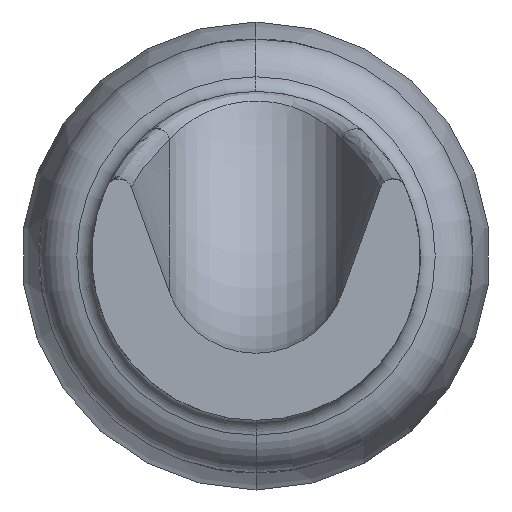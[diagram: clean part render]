
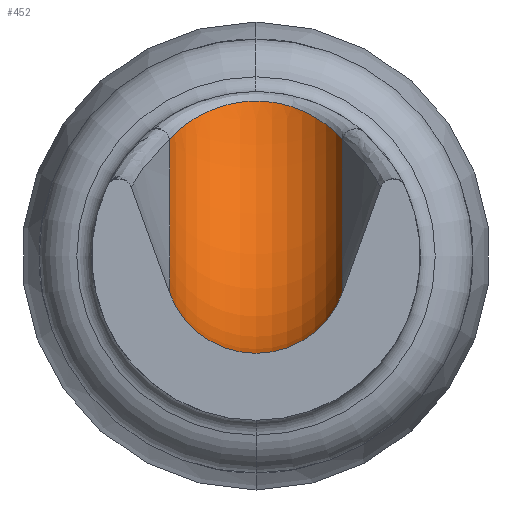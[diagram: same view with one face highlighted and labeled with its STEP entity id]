
A CAD part, front view. The second image highlights one B-rep face of the part: STEP entity #452.
In plain terms, the highlighted toroidal (fillet/blend) face has major radius 0.991 mm and minor radius 0.35 mm.
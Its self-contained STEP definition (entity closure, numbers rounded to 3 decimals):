
#26 = CARTESIAN_POINT ( 'NONE',  ( 0., -22.15, -0.02 ) ) ;
#31 = VERTEX_POINT ( 'NONE', #2964 ) ;
#190 = EDGE_LOOP ( 'NONE', ( #1183, #3354, #1854, #4027, #1121 ) ) ;
#280 = DIRECTION ( 'NONE',  ( 1., 0., 0. ) ) ;
#290 = CIRCLE ( 'NONE', #1198, 0.35 ) ;
#397 = CARTESIAN_POINT ( 'NONE',  ( -0.329, -21.173, 0.443 ) ) ;
#411 = CIRCLE ( 'NONE', #3675, 0.35 ) ;
#452 = ADVANCED_FACE ( 'Defeature ausgef�hrt1_35', ( #3475 ), #2184, .F. ) ;
#533 = DIRECTION ( 'NONE',  ( 1., 0., 0. ) ) ;
#687 = CARTESIAN_POINT ( 'NONE',  ( 0.329, -22.15, 0.971 ) ) ;
#833 = CARTESIAN_POINT ( 'NONE',  ( -0.086, -20.865, 0.589 ) ) ;
#903 = DIRECTION ( 'NONE',  ( 0., 0., -1. ) ) ;
#1029 = CARTESIAN_POINT ( 'NONE',  ( 0.329, -21.173, 0.443 ) ) ;
#1041 = CARTESIAN_POINT ( 'NONE',  ( -0.329, -22.15, 0.971 ) ) ;
#1051 = AXIS2_PLACEMENT_3D ( 'NONE', #1041, #4361, #2450 ) ;
#1121 = ORIENTED_EDGE ( 'NONE', *, *, #1369, .T. ) ;
#1183 = ORIENTED_EDGE ( 'NONE', *, *, #2595, .T. ) ;
#1198 = AXIS2_PLACEMENT_3D ( 'NONE', #26, #1902, #2212 ) ;
#1241 = DIRECTION ( 'NONE',  ( 0., -1., 0. ) ) ;
#1369 = EDGE_CURVE ( 'Defeature ausgef�hrt1_35+Defeature ausgef�hrt1_34+Defeature ausgef�hrt1_37+Defeature ausgef�hrt1_36', #31, #4755, #290, .T. ) ;
#1406 = VERTEX_POINT ( 'NONE', #397 ) ;
#1452 = CIRCLE ( 'NONE', #1051, 1.111 ) ;
#1564 = CARTESIAN_POINT ( 'NONE',  ( -0.273, -21.022, 0.501 ) ) ;
#1661 = EDGE_CURVE ( 'Defeature ausgef�hrt1_37+Defeature ausgef�hrt1_35+Defeature ausgef�hrt1_33+Defeature ausgef�hrt1_41', #3268, #1406, #1452, .T. ) ;
#1854 = ORIENTED_EDGE ( 'NONE', *, *, #1661, .F. ) ;
#1902 = DIRECTION ( 'NONE',  ( 0., -1., 0. ) ) ;
#1903 = CARTESIAN_POINT ( 'NONE',  ( 0.043, -20.865, 0.589 ) ) ;
#1968 = CARTESIAN_POINT ( 'NONE',  ( 0.159, -20.911, 0.561 ) ) ;
#2138 = AXIS2_PLACEMENT_3D ( 'NONE', #687, #280, #2839 ) ;
#2184 = TOROIDAL_SURFACE ( 'NONE', #4722, 0.991, 0.35 ) ;
#2212 = DIRECTION ( 'NONE',  ( 0., 0., -1. ) ) ;
#2289 = CARTESIAN_POINT ( 'NONE',  ( -0.308, -21.094, 0.467 ) ) ;
#2414 = EDGE_CURVE ( 'Defeature ausgef�hrt1_35+Defeature ausgef�hrt1_34+Defeature ausgef�hrt1_37+Defeature ausgef�hrt1_36', #3268, #31, #411, .T. ) ;
#2450 = DIRECTION ( 'NONE',  ( 0., 0., -1. ) ) ;
#2595 = EDGE_CURVE ( 'Defeature ausgef�hrt1_35+Defeature ausgef�hrt1_36+Defeature ausgef�hrt1_34+Defeature ausgef�hrt1_40', #4755, #3536, #4497, .T. ) ;
#2661 = CARTESIAN_POINT ( 'NONE',  ( -0.164, -20.907, 0.562 ) ) ;
#2718 = CARTESIAN_POINT ( 'NONE',  ( 0., -22.15, 0.971 ) ) ;
#2787 = EDGE_CURVE ( 'Defeature ausgef�hrt1_35+Defeature ausgef�hrt1_40+Defeature ausgef�hrt1_36+Defeature ausgef�hrt1_37', #3536, #1406, #4001, .T. ) ;
#2839 = DIRECTION ( 'NONE',  ( 0., 0., -1. ) ) ;
#2964 = CARTESIAN_POINT ( 'NONE',  ( 0., -22.15, -0.37 ) ) ;
#3052 = CARTESIAN_POINT ( 'NONE',  ( 0.273, -21.022, 0.501 ) ) ;
#3097 = DIRECTION ( 'NONE',  ( 0., 0., -1. ) ) ;
#3268 = VERTEX_POINT ( 'NONE', #3370 ) ;
#3354 = ORIENTED_EDGE ( 'NONE', *, *, #2787, .T. ) ;
#3370 = CARTESIAN_POINT ( 'NONE',  ( -0.329, -22.15, -0.14 ) ) ;
#3475 = FACE_OUTER_BOUND ( 'NONE', #190, .T. ) ;
#3536 = VERTEX_POINT ( 'NONE', #1029 ) ;
#3675 = AXIS2_PLACEMENT_3D ( 'NONE', #4552, #1241, #903 ) ;
#3720 = CARTESIAN_POINT ( 'NONE',  ( 0.329, -21.173, 0.443 ) ) ;
#3773 = CARTESIAN_POINT ( 'NONE',  ( -0.329, -21.173, 0.443 ) ) ;
#3880 = CARTESIAN_POINT ( 'NONE',  ( 0.329, -22.15, -0.14 ) ) ;
#4001 = B_SPLINE_CURVE_WITH_KNOTS ( 'NONE', 3,
 ( #3720, #4459, #3052, #4503, #1968, #4564, #1903, #833, #2661, #1564, #2289, #3773 ),
 .UNSPECIFIED., .F., .F.,
 ( 4, 2, 2, 2, 2, 4 ),
 ( 0., 0., 0., 0.001, 0.001, 0.001 ),
 .UNSPECIFIED. ) ;
#4027 = ORIENTED_EDGE ( 'NONE', *, *, #2414, .T. ) ;
#4361 = DIRECTION ( 'NONE',  ( 1., 0., 0. ) ) ;
#4459 = CARTESIAN_POINT ( 'NONE',  ( 0.308, -21.094, 0.467 ) ) ;
#4497 = CIRCLE ( 'NONE', #2138, 1.111 ) ;
#4503 = CARTESIAN_POINT ( 'NONE',  ( 0.191, -20.936, 0.547 ) ) ;
#4552 = CARTESIAN_POINT ( 'NONE',  ( 0., -22.15, -0.02 ) ) ;
#4564 = CARTESIAN_POINT ( 'NONE',  ( 0.085, -20.875, 0.583 ) ) ;
#4722 = AXIS2_PLACEMENT_3D ( 'NONE', #2718, #533, #3097 ) ;
#4755 = VERTEX_POINT ( 'NONE', #3880 ) ;
